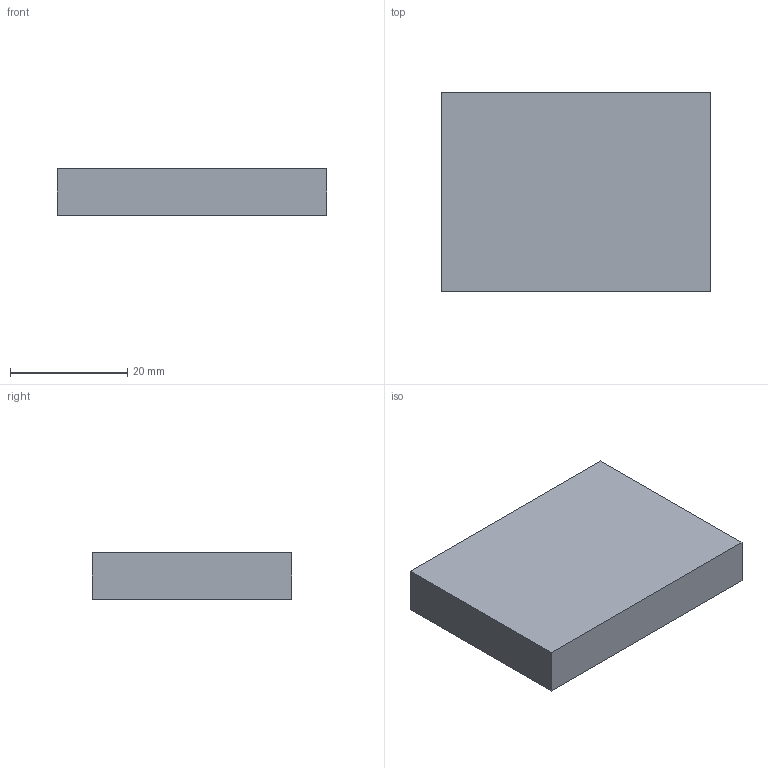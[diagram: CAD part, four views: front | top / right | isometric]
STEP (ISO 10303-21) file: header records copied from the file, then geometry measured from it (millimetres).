
FILE_DESCRIPTION (( 'STEP AP214' ), '1' );
FILE_NAME ('小面包板.STEP', '2020-07-20T11:35:38', ( '' ), ( '' ), 'SwSTEP 2.0', 'SolidWorks 2019', '' );
FILE_SCHEMA (( 'AUTOMOTIVE_DESIGN' ));
Length unit declared in the file: millimetre
Products named in the file (1): 苤醱婦啣
Bounding box: 46 x 34 x 8 mm (x, y, z)
Volume: 10186.8 mm3; surface area: 9794.9 mm2
Topology: 1 solids, 1 shells, 867 faces, 2076 edges, 1384 vertices
Faces by surface type: plane 863, cylinder 4
Entity records: 24632 total; most frequent: CARTESIAN_POINT 4328, ORIENTED_EDGE 4152, DIRECTION 3820, EDGE_CURVE 2076, LINE 2068, VECTOR 2068, VERTEX_POINT 1384, EDGE_LOOP 1040
